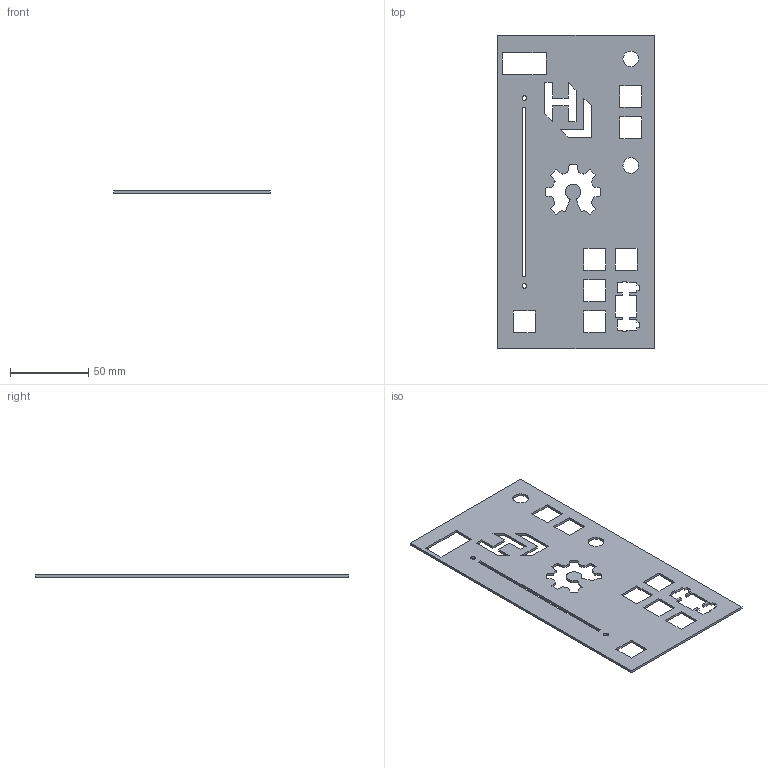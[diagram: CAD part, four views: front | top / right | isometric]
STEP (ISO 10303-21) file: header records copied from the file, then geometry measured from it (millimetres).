
FILE_DESCRIPTION(('FreeCAD Model'),'2;1');
FILE_NAME('Open CASCADE Shape Model','2024-05-23T11:25:15',(''),(''), 'Open CASCADE STEP processor 7.6','FreeCAD','Unknown');
FILE_SCHEMA(('AUTOMOTIVE_DESIGN { 1 0 10303 214 1 1 1 1 }'));
Length unit declared in the file: millimetre
Products named in the file (1): Body
Bounding box: 100 x 200 x 1.5 mm (x, y, z)
Volume: 24610.6 mm3; surface area: 35645.3 mm2
Topology: 1 solids, 1 shells, 171 faces, 507 edges, 338 vertices
Faces by surface type: plane 96, extrusion 71, cylinder 4
Full cylindrical faces by diameter (mm): 3 x2, 10 x2
Entity records: 5856 total; most frequent: CARTESIAN_POINT 1458, ORIENTED_EDGE 1014, DIRECTION 646, EDGE_CURVE 507, VECTOR 428, LINE 357, VERTEX_POINT 338, B_SPLINE_CURVE_WITH_KNOTS 213
